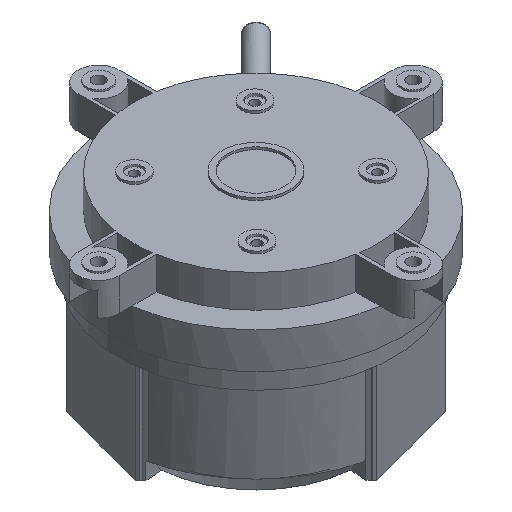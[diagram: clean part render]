
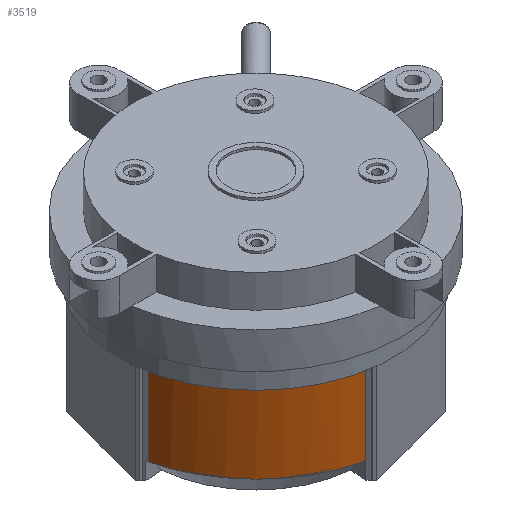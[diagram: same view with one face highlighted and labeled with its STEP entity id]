
A CAD part, isometric view. The second image highlights one B-rep face of the part: STEP entity #3519.
In plain terms, the highlighted cylindrical face has radius 38 mm (diameter 76 mm), a partial arc.
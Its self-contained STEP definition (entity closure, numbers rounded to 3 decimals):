
#420 = CARTESIAN_POINT ( 'NONE',  ( 21.651, 31.244, 23.832 ) ) ;
#775 = CARTESIAN_POINT ( 'NONE',  ( 37.768, -4.196, 24.173 ) ) ;
#1259 = DIRECTION ( 'NONE',  ( 1., 0., 0. ) ) ;
#1316 = ORIENTED_EDGE ( 'NONE', *, *, #21678, .T. ) ;
#2415 = EDGE_CURVE ( 'NONE', #27888, #27156, #29529, .T. ) ;
#2547 = CARTESIAN_POINT ( 'NONE',  ( 34.778, 15.443, 23.515 ) ) ;
#2759 = CARTESIAN_POINT ( 'NONE',  ( 26.978, 26.834, 23.612 ) ) ;
#2763 = CARTESIAN_POINT ( 'NONE',  ( 36.73, 9.756, 23.621 ) ) ;
#2990 = CARTESIAN_POINT ( 'NONE',  ( 17.447, 33.816, 24.046 ) ) ;
#3094 = CARTESIAN_POINT ( 'NONE',  ( 30.175, 23.118, 23.528 ) ) ;
#3519 = ADVANCED_FACE ( 'NONE', ( #23504 ), #9027, .T. ) ;
#4188 = VERTEX_POINT ( 'NONE', #22799 ) ;
#5089 = EDGE_CURVE ( 'NONE', #9188, #13922, #18447, .T. ) ;
#5136 = CARTESIAN_POINT ( 'NONE',  ( 38.052, -0.177, 23.969 ) ) ;
#5240 = CARTESIAN_POINT ( 'NONE',  ( 19.176, 32.866, 23.954 ) ) ;
#5286 = CIRCLE ( 'NONE', #21376, 38. ) ;
#6429 = CARTESIAN_POINT ( 'NONE',  ( 37.763, -4.237, 29. ) ) ;
#7717 = CARTESIAN_POINT ( 'NONE',  ( 37.861, 3.817, 23.803 ) ) ;
#7733 = DIRECTION ( 'NONE',  ( 0., 0., 1. ) ) ;
#7828 = CARTESIAN_POINT ( 'NONE',  ( 25.153, 28.488, 23.681 ) ) ;
#8165 = CARTESIAN_POINT ( 'NONE',  ( 15.637, 34.634, 24.151 ) ) ;
#9027 = CYLINDRICAL_SURFACE ( 'NONE', #31031, 38. ) ;
#9188 = VERTEX_POINT ( 'NONE', #775 ) ;
#9799 = LINE ( 'NONE', #12372, #10981 ) ;
#10041 = CARTESIAN_POINT ( 'NONE',  ( 0., 0., 29. ) ) ;
#10411 = ORIENTED_EDGE ( 'NONE', *, *, #18378, .F. ) ;
#10540 = CARTESIAN_POINT ( 'NONE',  ( 36.597, 10.242, 23.609 ) ) ;
#10590 = EDGE_LOOP ( 'NONE', ( #13901, #26598, #23926, #10411, #1316, #19372, #17131 ) ) ;
#10965 = EDGE_CURVE ( 'NONE', #13922, #27156, #20889, .T. ) ;
#10981 = VECTOR ( 'NONE', #20160, 1000. ) ;
#11090 = VECTOR ( 'NONE', #7733, 1000. ) ;
#11481 = CARTESIAN_POINT ( 'NONE',  ( 0., 0., 29. ) ) ;
#12372 = CARTESIAN_POINT ( 'NONE',  ( 37.763, -4.237, 29. ) ) ;
#12417 = CARTESIAN_POINT ( 'NONE',  ( 28.324, 25.409, 23.571 ) ) ;
#12422 = CARTESIAN_POINT ( 'NONE',  ( 0., 0., 0. ) ) ;
#12455 = CARTESIAN_POINT ( 'NONE',  ( 37.768, -4.196, 29. ) ) ;
#12557 = AXIS2_PLACEMENT_3D ( 'NONE', #12422, #12749, #25570 ) ;
#12631 = VERTEX_POINT ( 'NONE', #29449 ) ;
#12700 = VECTOR ( 'NONE', #20244, 1000. ) ;
#12749 = DIRECTION ( 'NONE',  ( 0., 0., 1. ) ) ;
#13216 = CARTESIAN_POINT ( 'NONE',  ( 37.09, 8.28, 23.66 ) ) ;
#13901 = ORIENTED_EDGE ( 'NONE', *, *, #10965, .F. ) ;
#13922 = VERTEX_POINT ( 'NONE', #18045 ) ;
#15465 = CARTESIAN_POINT ( 'NONE',  ( 36.976, 8.775, 23.646 ) ) ;
#15816 = CARTESIAN_POINT ( 'NONE',  ( 35.85, 12.639, 23.558 ) ) ;
#15924 = CARTESIAN_POINT ( 'NONE',  ( 23.634, 29.761, 23.743 ) ) ;
#16413 = EDGE_CURVE ( 'NONE', #12631, #27888, #18227, .T. ) ;
#17131 = ORIENTED_EDGE ( 'NONE', *, *, #2415, .T. ) ;
#17964 = CARTESIAN_POINT ( 'NONE',  ( 37.991, -2.182, 24.065 ) ) ;
#18045 = CARTESIAN_POINT ( 'NONE',  ( 32.909, 19., 23.5 ) ) ;
#18185 = CARTESIAN_POINT ( 'NONE',  ( 32.909, 19., 23.5 ) ) ;
#18227 = CIRCLE ( 'NONE', #12557, 38. ) ;
#18378 = EDGE_CURVE ( 'NONE', #31555, #4188, #5286, .T. ) ;
#18447 = B_SPLINE_CURVE_WITH_KNOTS ( 'NONE', 3,
 ( #28595, #17964, #5136, #7717, #23340, #13216, #15465, #2763, #10540, #31155, #15816, #2547, #31257, #25690 ),
 .UNSPECIFIED., .F., .F.,
 ( 4, 2, 2, 2, 2, 2, 4 ),
 ( 0., 0.006, 0.012, 0.014, 0.015, 0.018, 0.024 ),
 .UNSPECIFIED. ) ;
#19372 = ORIENTED_EDGE ( 'NONE', *, *, #16413, .T. ) ;
#19812 = DIRECTION ( 'NONE',  ( -1., 0., 0. ) ) ;
#20160 = DIRECTION ( 'NONE',  ( 0., 0., -1. ) ) ;
#20244 = DIRECTION ( 'NONE',  ( 0., 0., -1. ) ) ;
#20761 = CARTESIAN_POINT ( 'NONE',  ( 24.78, 28.813, 23.696 ) ) ;
#20872 = CARTESIAN_POINT ( 'NONE',  ( 30.763, 22.33, 23.518 ) ) ;
#20889 = B_SPLINE_CURVE_WITH_KNOTS ( 'NONE', 3,
 ( #18185, #28361, #31255, #20872, #3094, #12417, #2759, #7828, #20761, #25806, #15924, #21088, #420, #5240, #2990, #8165 ),
 .UNSPECIFIED., .F., .F.,
 ( 4, 2, 2, 2, 2, 2, 2, 4 ),
 ( 0.024, 0.027, 0.03, 0.036, 0.037, 0.039, 0.042, 0.048 ),
 .UNSPECIFIED. ) ;
#21088 = CARTESIAN_POINT ( 'NONE',  ( 22.456, 30.671, 23.795 ) ) ;
#21376 = AXIS2_PLACEMENT_3D ( 'NONE', #11481, #24073, #1259 ) ;
#21678 = EDGE_CURVE ( 'NONE', #31555, #12631, #9799, .T. ) ;
#22783 = LINE ( 'NONE', #12455, #12700 ) ;
#22799 = CARTESIAN_POINT ( 'NONE',  ( 37.768, -4.196, 29. ) ) ;
#22803 = CARTESIAN_POINT ( 'NONE',  ( 15.637, 34.634, 29. ) ) ;
#23340 = CARTESIAN_POINT ( 'NONE',  ( 37.608, 5.806, 23.732 ) ) ;
#23504 = FACE_OUTER_BOUND ( 'NONE', #10590, .T. ) ;
#23926 = ORIENTED_EDGE ( 'NONE', *, *, #28532, .F. ) ;
#24073 = DIRECTION ( 'NONE',  ( 0., 0., 1. ) ) ;
#25570 = DIRECTION ( 'NONE',  ( 1., 0., 0. ) ) ;
#25690 = CARTESIAN_POINT ( 'NONE',  ( 32.909, 19., 23.5 ) ) ;
#25806 = CARTESIAN_POINT ( 'NONE',  ( 24.021, 29.449, 23.727 ) ) ;
#26598 = ORIENTED_EDGE ( 'NONE', *, *, #5089, .F. ) ;
#27156 = VERTEX_POINT ( 'NONE', #28392 ) ;
#27888 = VERTEX_POINT ( 'NONE', #30343 ) ;
#28361 = CARTESIAN_POINT ( 'NONE',  ( 32.415, 19.856, 23.5 ) ) ;
#28392 = CARTESIAN_POINT ( 'NONE',  ( 15.637, 34.634, 24.151 ) ) ;
#28532 = EDGE_CURVE ( 'NONE', #4188, #9188, #22783, .T. ) ;
#28595 = CARTESIAN_POINT ( 'NONE',  ( 37.768, -4.196, 24.173 ) ) ;
#29449 = CARTESIAN_POINT ( 'NONE',  ( 37.763, -4.237, 0. ) ) ;
#29529 = LINE ( 'NONE', #22803, #11090 ) ;
#30211 = DIRECTION ( 'NONE',  ( 0., 0., -1. ) ) ;
#30343 = CARTESIAN_POINT ( 'NONE',  ( 15.637, 34.634, 0. ) ) ;
#31031 = AXIS2_PLACEMENT_3D ( 'NONE', #10041, #30211, #19812 ) ;
#31155 = CARTESIAN_POINT ( 'NONE',  ( 36.171, 11.69, 23.576 ) ) ;
#31255 = CARTESIAN_POINT ( 'NONE',  ( 31.882, 20.7, 23.504 ) ) ;
#31257 = CARTESIAN_POINT ( 'NONE',  ( 33.918, 17.252, 23.5 ) ) ;
#31555 = VERTEX_POINT ( 'NONE', #6429 ) ;
